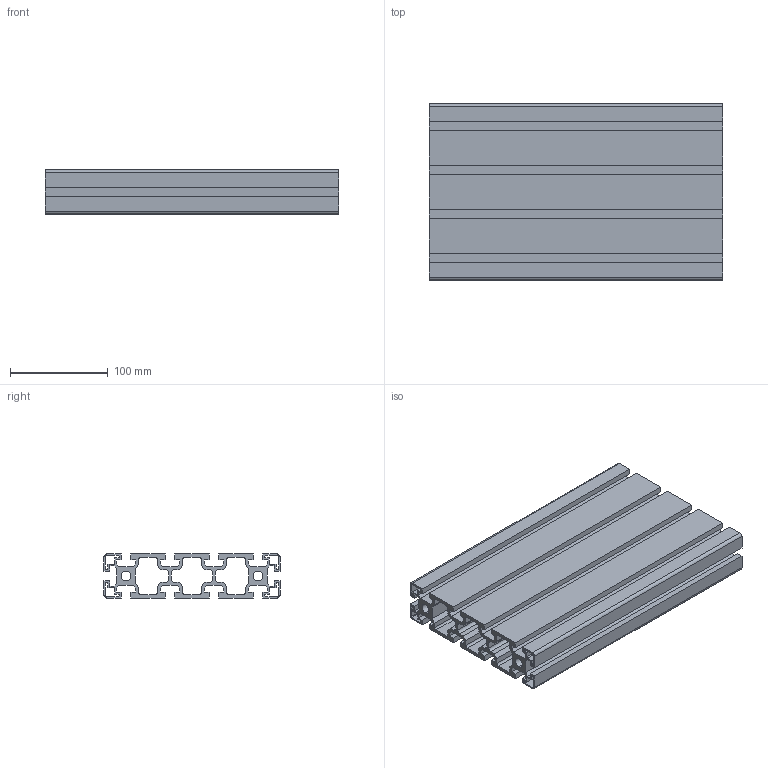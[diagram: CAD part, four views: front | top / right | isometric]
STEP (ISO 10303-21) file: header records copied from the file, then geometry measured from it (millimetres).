
FILE_DESCRIPTION (( 'STEP AP214' ), '1' );
FILE_NAME ('3_842_990_335_300-Bosch.step', '2020-07-02T13:17:57', ( '' ), ( '' ), 'SwSTEP 2.0', 'SolidWorks 2010', '' );
FILE_SCHEMA (( 'AUTOMOTIVE_DESIGN' ));
Length unit declared in the file: millimetre
Products named in the file (1): 3_842_990_335_300-Bosch
Bounding box: 300 x 180 x 45 mm (x, y, z)
Volume: 793055.2 mm3; surface area: 471638 mm2
Topology: 1 solids, 1 shells, 234 faces, 696 edges, 464 vertices
Faces by surface type: plane 182, cylinder 52
Entity records: 7854 total; most frequent: CARTESIAN_POINT 1395, ORIENTED_EDGE 1392, DIRECTION 1270, EDGE_CURVE 696, LINE 592, VECTOR 592, VERTEX_POINT 464, AXIS2_PLACEMENT_3D 339
